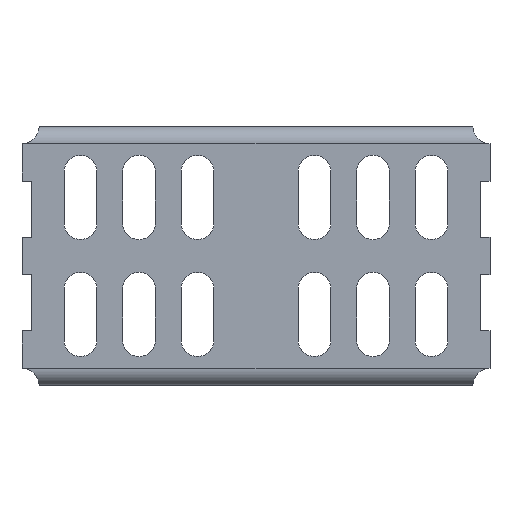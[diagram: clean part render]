
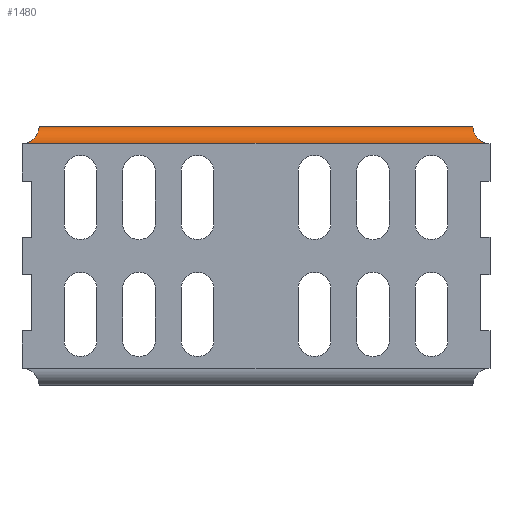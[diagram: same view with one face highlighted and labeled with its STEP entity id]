
A CAD part, top view. The second image highlights one B-rep face of the part: STEP entity #1480.
In plain terms, the highlighted cylindrical face has radius 3.6 mm (diameter 7.201 mm), a partial arc.
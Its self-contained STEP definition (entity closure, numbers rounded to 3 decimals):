
#17 = CARTESIAN_POINT ( 'NONE',  ( -46.554, 26.444, -0.865 ) ) ;
#28 = CARTESIAN_POINT ( 'NONE',  ( -46.887, 25.73, -0.381 ) ) ;
#87 = CARTESIAN_POINT ( 'NONE',  ( 46.722, 26.04, -0.565 ) ) ;
#115 = CARTESIAN_POINT ( 'NONE',  ( 46.886, 25.731, -0.382 ) ) ;
#151 = LINE ( 'NONE', #2310, #1365 ) ;
#157 = B_SPLINE_CURVE_WITH_KNOTS ( 'NONE', 3,
 ( #2362, #1927, #449, #1309, #867, #2791, #657, #1703, #28, #1088, #1270, #2174, #17, #436, #248, #1296, #2778, #1939, #1050, #897 ),
 .UNSPECIFIED., .F., .F.,
 ( 4, 2, 2, 2, 2, 2, 2, 2, 2, 4 ),
 ( 0., 0.001, 0.002, 0.002, 0.003, 0.004, 0.004, 0.005, 0.006, 0.006 ),
 .UNSPECIFIED. ) ;
#161 = DIRECTION ( 'NONE',  ( -1., 0., 0. ) ) ;
#167 = CARTESIAN_POINT ( 'NONE',  ( -49.151, 24.1, 0. ) ) ;
#177 = ORIENTED_EDGE ( 'NONE', *, *, #1965, .F. ) ;
#231 = B_SPLINE_CURVE_WITH_KNOTS ( 'NONE', 3,
 ( #2248, #1820, #996, #2680, #1181, #750, #2234, #2695, #115, #87, #2288, #1863, #1406, #1417, #2705, #2058, #2044, #2084, #778, #969 ),
 .UNSPECIFIED., .F., .F.,
 ( 4, 2, 2, 2, 2, 2, 2, 2, 2, 4 ),
 ( 0.001, 0.002, 0.002, 0.003, 0.004, 0.004, 0.005, 0.006, 0.006, 0.007 ),
 .UNSPECIFIED. ) ;
#236 = ORIENTED_EDGE ( 'NONE', *, *, #2510, .T. ) ;
#248 = CARTESIAN_POINT ( 'NONE',  ( -46.424, 26.903, -1.326 ) ) ;
#377 = CARTESIAN_POINT ( 'NONE',  ( 50., 24.1, 0. ) ) ;
#399 = VERTEX_POINT ( 'NONE', #2223 ) ;
#436 = CARTESIAN_POINT ( 'NONE',  ( -46.463, 26.727, -1.125 ) ) ;
#449 = CARTESIAN_POINT ( 'NONE',  ( -48.644, 24.251, -0.001 ) ) ;
#539 = CARTESIAN_POINT ( 'NONE',  ( 50., 24.1, -3.6 ) ) ;
#630 = CARTESIAN_POINT ( 'NONE',  ( 46.35, 27.65, -3. ) ) ;
#634 = CARTESIAN_POINT ( 'NONE',  ( 49.151, 24.1, 0. ) ) ;
#657 = CARTESIAN_POINT ( 'NONE',  ( -47.348, 25.129, -0.144 ) ) ;
#750 = CARTESIAN_POINT ( 'NONE',  ( 47.531, 24.948, -0.097 ) ) ;
#778 = CARTESIAN_POINT ( 'NONE',  ( 46.35, 27.606, -2.737 ) ) ;
#867 = CARTESIAN_POINT ( 'NONE',  ( -47.943, 24.624, -0.034 ) ) ;
#897 = CARTESIAN_POINT ( 'NONE',  ( -46.35, 27.65, -3. ) ) ;
#929 = VERTEX_POINT ( 'NONE', #167 ) ;
#969 = CARTESIAN_POINT ( 'NONE',  ( 46.35, 27.65, -3. ) ) ;
#993 = VERTEX_POINT ( 'NONE', #634 ) ;
#996 = CARTESIAN_POINT ( 'NONE',  ( 48.642, 24.252, -0.001 ) ) ;
#1007 = VECTOR ( 'NONE', #161, 1000. ) ;
#1050 = CARTESIAN_POINT ( 'NONE',  ( -46.35, 27.606, -2.737 ) ) ;
#1088 = CARTESIAN_POINT ( 'NONE',  ( -46.722, 26.04, -0.565 ) ) ;
#1168 = CYLINDRICAL_SURFACE ( 'NONE', #1968, 3.6 ) ;
#1181 = CARTESIAN_POINT ( 'NONE',  ( 47.947, 24.62, -0.034 ) ) ;
#1208 = FACE_OUTER_BOUND ( 'NONE', #1376, .T. ) ;
#1270 = CARTESIAN_POINT ( 'NONE',  ( -46.673, 26.144, -0.634 ) ) ;
#1296 = CARTESIAN_POINT ( 'NONE',  ( -46.374, 27.204, -1.757 ) ) ;
#1309 = CARTESIAN_POINT ( 'NONE',  ( -48.171, 24.481, -0.018 ) ) ;
#1365 = VECTOR ( 'NONE', #2740, 1000. ) ;
#1376 = EDGE_LOOP ( 'NONE', ( #1858, #2570, #236, #177 ) ) ;
#1406 = CARTESIAN_POINT ( 'NONE',  ( 46.554, 26.443, -0.864 ) ) ;
#1417 = CARTESIAN_POINT ( 'NONE',  ( 46.463, 26.728, -1.126 ) ) ;
#1462 = EDGE_CURVE ( 'NONE', #993, #1970, #231, .T. ) ;
#1480 = ADVANCED_FACE ( 'NONE', ( #1208 ), #1168, .T. ) ;
#1619 = DIRECTION ( 'NONE',  ( -1., 0., 0. ) ) ;
#1703 = CARTESIAN_POINT ( 'NONE',  ( -47.021, 25.525, -0.287 ) ) ;
#1820 = CARTESIAN_POINT ( 'NONE',  ( 48.895, 24.161, 0. ) ) ;
#1858 = ORIENTED_EDGE ( 'NONE', *, *, #1892, .F. ) ;
#1863 = CARTESIAN_POINT ( 'NONE',  ( 46.59, 26.343, -0.781 ) ) ;
#1892 = EDGE_CURVE ( 'NONE', #993, #929, #2514, .T. ) ;
#1927 = CARTESIAN_POINT ( 'NONE',  ( -48.892, 24.162, 0. ) ) ;
#1939 = CARTESIAN_POINT ( 'NONE',  ( -46.35, 27.533, -2.483 ) ) ;
#1965 = EDGE_CURVE ( 'NONE', #929, #399, #157, .T. ) ;
#1968 = AXIS2_PLACEMENT_3D ( 'NONE', #539, #1619, #2448 ) ;
#1970 = VERTEX_POINT ( 'NONE', #630 ) ;
#2044 = CARTESIAN_POINT ( 'NONE',  ( 46.363, 27.331, -1.989 ) ) ;
#2058 = CARTESIAN_POINT ( 'NONE',  ( 46.374, 27.205, -1.758 ) ) ;
#2084 = CARTESIAN_POINT ( 'NONE',  ( 46.351, 27.532, -2.479 ) ) ;
#2174 = CARTESIAN_POINT ( 'NONE',  ( -46.589, 26.346, -0.784 ) ) ;
#2223 = CARTESIAN_POINT ( 'NONE',  ( -46.35, 27.65, -3. ) ) ;
#2234 = CARTESIAN_POINT ( 'NONE',  ( 47.347, 25.13, -0.144 ) ) ;
#2248 = CARTESIAN_POINT ( 'NONE',  ( 49.151, 24.1, 0. ) ) ;
#2288 = CARTESIAN_POINT ( 'NONE',  ( 46.674, 26.142, -0.632 ) ) ;
#2310 = CARTESIAN_POINT ( 'NONE',  ( 50., 27.65, -3. ) ) ;
#2362 = CARTESIAN_POINT ( 'NONE',  ( -49.151, 24.1, 0. ) ) ;
#2448 = DIRECTION ( 'NONE',  ( 0., 0., 1. ) ) ;
#2510 = EDGE_CURVE ( 'NONE', #1970, #399, #151, .T. ) ;
#2514 = LINE ( 'NONE', #377, #1007 ) ;
#2570 = ORIENTED_EDGE ( 'NONE', *, *, #1462, .T. ) ;
#2680 = CARTESIAN_POINT ( 'NONE',  ( 48.17, 24.481, -0.018 ) ) ;
#2695 = CARTESIAN_POINT ( 'NONE',  ( 47.025, 25.52, -0.285 ) ) ;
#2705 = CARTESIAN_POINT ( 'NONE',  ( 46.424, 26.901, -1.322 ) ) ;
#2740 = DIRECTION ( 'NONE',  ( -1., 0., 0. ) ) ;
#2778 = CARTESIAN_POINT ( 'NONE',  ( -46.362, 27.332, -1.992 ) ) ;
#2791 = CARTESIAN_POINT ( 'NONE',  ( -47.533, 24.947, -0.097 ) ) ;
